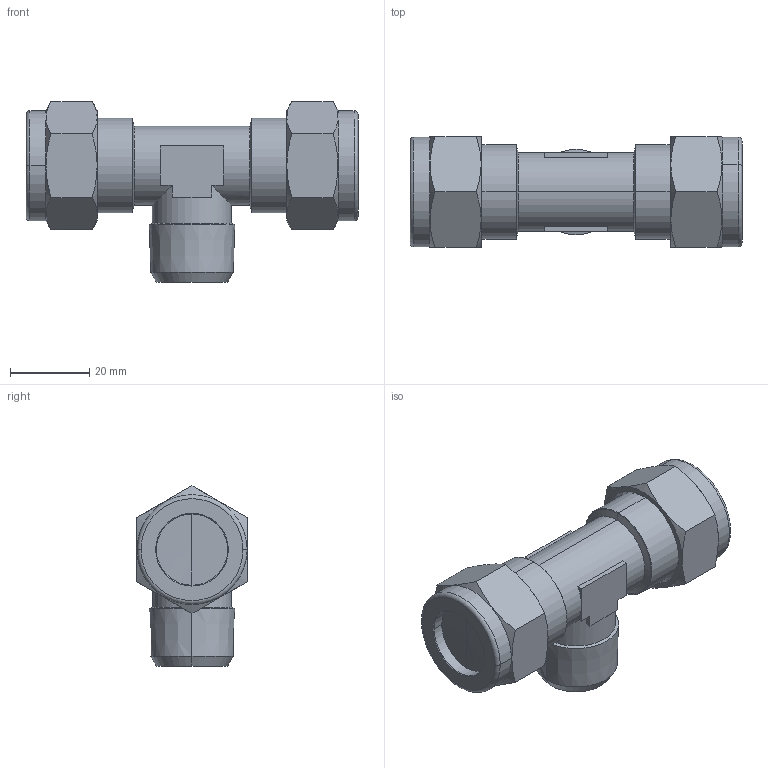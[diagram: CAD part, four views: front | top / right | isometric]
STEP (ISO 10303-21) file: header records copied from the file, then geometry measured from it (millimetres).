
FILE_DESCRIPTION (( 'STEP AP214' ), '1' );
FILE_NAME ('1022000017.step', '2013-02-25T17:12:09', ( '' ), ( '' ), 'SwSTEP 2.0', 'SolidWorks 2012', '' );
FILE_SCHEMA (( 'AUTOMOTIVE_DESIGN' ));
Length unit declared in the file: millimetre
Products named in the file (1): 1022000017
Bounding box: 84 x 28 x 45.67 mm (x, y, z)
Volume: 46347 mm3; surface area: 10549.1 mm2
Topology: 1 solids, 1 shells, 105 faces, 243 edges, 143 vertices
Faces by surface type: plane 43, cone 36, cylinder 18, torus 8
Entity records: 3159 total; most frequent: CARTESIAN_POINT 782, DIRECTION 503, ORIENTED_EDGE 482, EDGE_CURVE 241, AXIS2_PLACEMENT_3D 200, VERTEX_POINT 143, EDGE_LOOP 110, FACE_OUTER_BOUND 105
